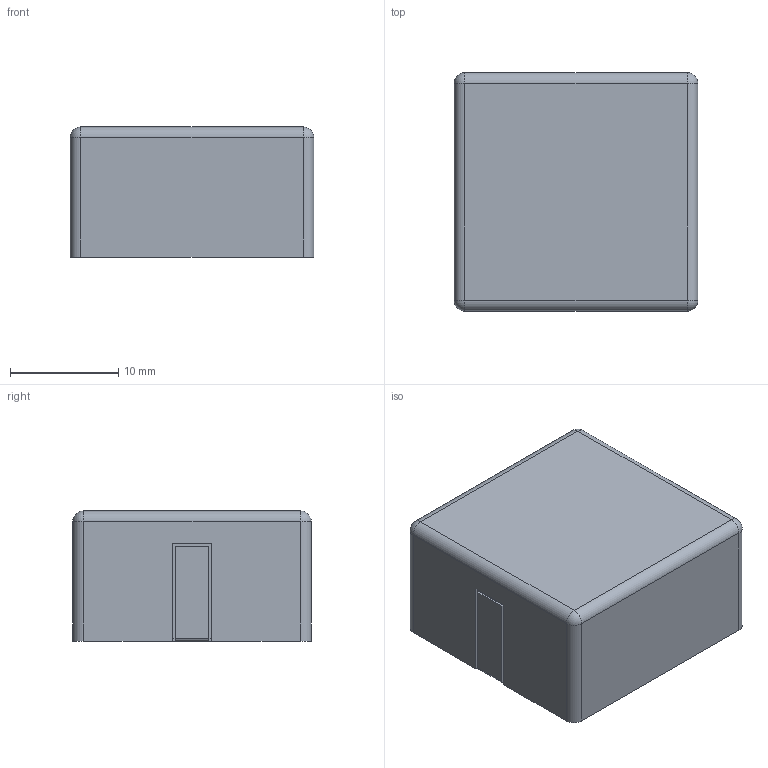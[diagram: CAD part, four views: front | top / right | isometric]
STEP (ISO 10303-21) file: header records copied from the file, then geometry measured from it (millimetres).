
FILE_DESCRIPTION(('FreeCAD Model'),'2;1');
FILE_NAME('L_Wuerth_HCI-2212.step', '2018-02-11T19:34:46',('kicad StepUp'),('ksu MCAD'), 'Open CASCADE STEP processor 7.1','FreeCAD','Unknown');
FILE_SCHEMA(('AUTOMOTIVE_DESIGN { 1 0 10303 214 1 1 1 1 }'));
Length unit declared in the file: millimetre
Products named in the file (1): L_Wuerth_HCI-2212
Bounding box: 22.5 x 22 x 12 mm (x, y, z)
Volume: 5907.7 mm3; surface area: 2024.6 mm2
Topology: 1 solids, 1 shells, 44 faces, 118 edges, 72 vertices
Faces by surface type: plane 30, cylinder 10, sphere 4
Entity records: 1028 total; most frequent: ORIENTED_EDGE 228, CARTESIAN_POINT 135, EDGE_CURVE 114, LINE 90, VERTEX_POINT 72, AXIS2_PLACEMENT_3D 64, ADVANCED_FACE 44, FACE_BOUND 44
